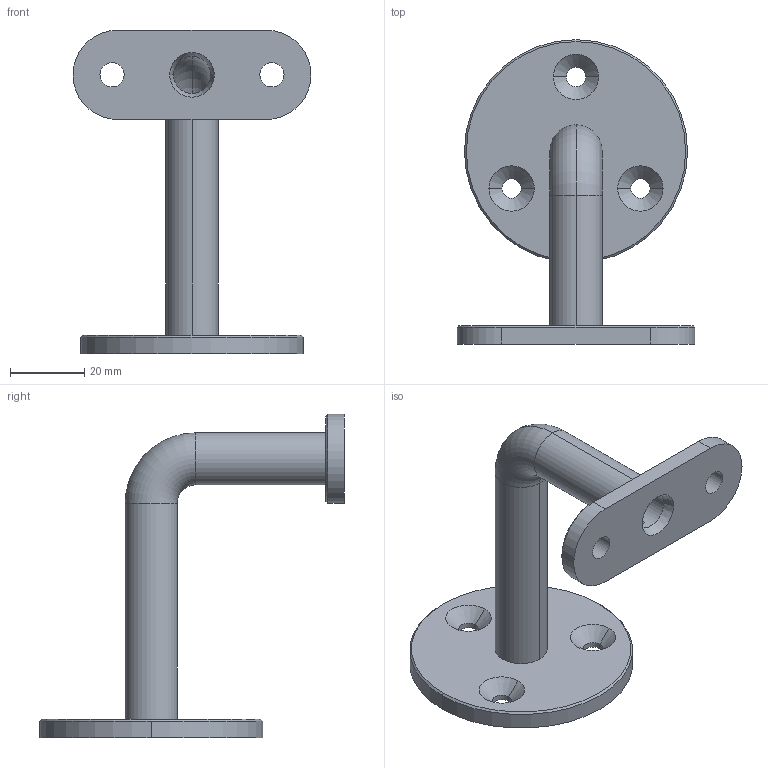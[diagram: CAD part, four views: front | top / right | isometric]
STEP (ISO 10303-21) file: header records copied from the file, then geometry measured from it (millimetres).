
FILE_DESCRIPTION((''),'2;1');
FILE_NAME('HANDLAUFTRAEGER_01','2021-12-18T16:39:52',('Gogel'),('Gerresheimer Regensburg GmbH'),'CREO PARAMETRIC BY PTC INC, 2018420','CREO PARAMETRIC BY PTC INC, 2018420','');
FILE_SCHEMA(('AUTOMOTIVE_DESIGN { 1 0 10303 214 1 1 1 1 }'));
Length unit declared in the file: millimetre
Products named in the file (1): HANDLAUFTRAEGER_01
Bounding box: 64 x 82 x 87 mm (x, y, z)
Volume: 27656.2 mm3; surface area: 18479.7 mm2
Topology: 1 solids, 1 shells, 48 faces, 121 edges, 78 vertices
Faces by surface type: cylinder 22, cone 14, plane 8, torus 4
Entity records: 1890 total; most frequent: DIRECTION 321, CARTESIAN_POINT 272, ORIENTED_EDGE 232, AXIS2_PLACEMENT_3D 127, EDGE_CURVE 116, VERTEX_POINT 72, CIRCLE 69, VECTOR 64
